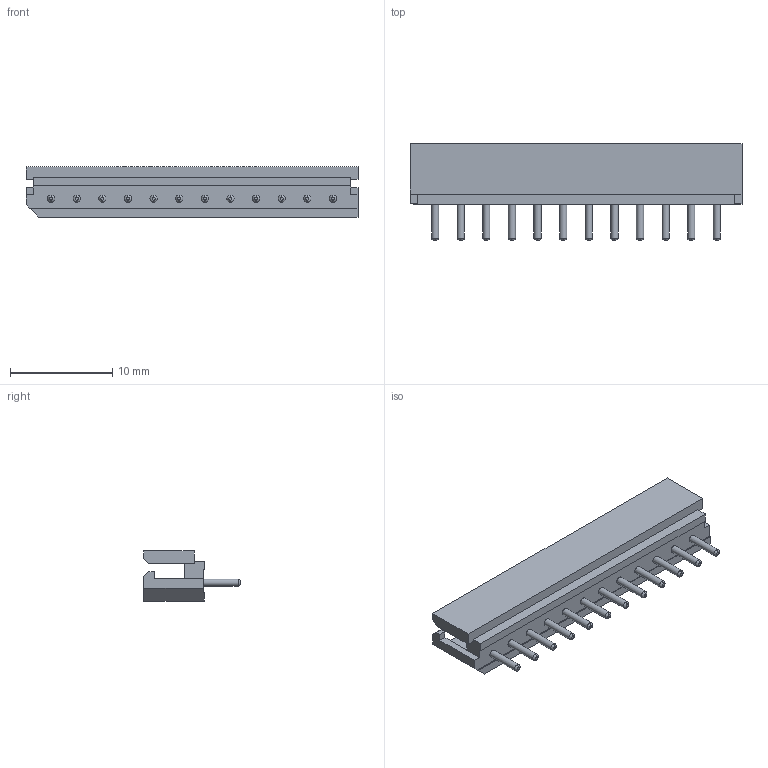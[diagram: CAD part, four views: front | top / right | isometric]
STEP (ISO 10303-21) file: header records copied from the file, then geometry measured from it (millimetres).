
FILE_DESCRIPTION( ( 'STEP AP214' ), '1' );
FILE_NAME( 'psolqas12265777412.stp', '2019-07-17T10:26:57', ( '' ), ( '' ), ' ', 'PARTsolutions', ' ' );
FILE_SCHEMA( ( 'AUTOMOTIVE_DESIGN { 1 0 10303 214 1 1 1 1 }' ) );
Length unit declared in the file: metre
Products named in the file (1): 1
Bounding box: 32.4 x 9.4 x 4.9 mm (x, y, z)
Volume: 488.5 mm3; surface area: 1205.4 mm2
Topology: 1 solids, 1 shells, 183 faces, 419 edges, 262 vertices
Faces by surface type: plane 111, bspline 48, cylinder 24
Full cylindrical faces by diameter (mm): 0.7 x24
Entity records: 6144 total; most frequent: CARTESIAN_POINT 2137, DIRECTION 835, ORIENTED_EDGE 790, EDGE_CURVE 395, AXIS2_PLACEMENT_3D 304, VERTEX_POINT 262, EDGE_LOOP 231, LINE 227
